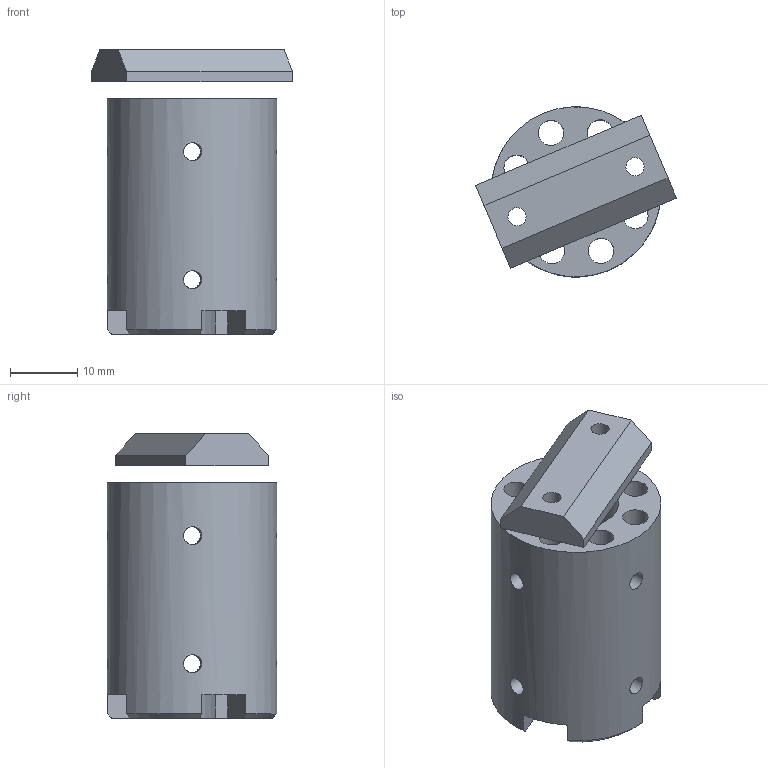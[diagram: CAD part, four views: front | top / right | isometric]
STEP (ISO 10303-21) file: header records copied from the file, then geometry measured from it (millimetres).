
FILE_DESCRIPTION(/* description */ ('Alibre Inc.'),/* implementation_level */ '2;1');
FILE_NAME(/* name */ 'export0',/* time_stamp */ '2016-05-06T11:22:10-07:00',/* author */ (''),/* organization */ (''),/* preprocessor_version */ 'ST-DEVELOPER v14',/* originating_system */ 'Alibre',/* authorisation */ '');
FILE_SCHEMA (('AUTOMOTIVE_DESIGN'));
Length unit declared in the file: centimetre
Bounding box: 29.9 x 25.27 x 42.35 mm (x, y, z)
Volume: 10566.2 mm3; surface area: 9249.1 mm2
Topology: 2 solids, 2 shells, 49 faces, 140 edges, 94 vertices
Faces by surface type: plane 25, cylinder 20, cone 4
Full cylindrical faces by diameter (mm): 2.692 x10, 3.785 x8, 12.7 x1, 25.273 x1
Entity records: 1952 total; most frequent: CARTESIAN_POINT 774, ORIENTED_EDGE 232, DIRECTION 170, EDGE_CURVE 116, EDGE_LOOP 106, FACE_BOUND 106, VERTEX_POINT 90, AXIS2_PLACEMENT_3D 70
